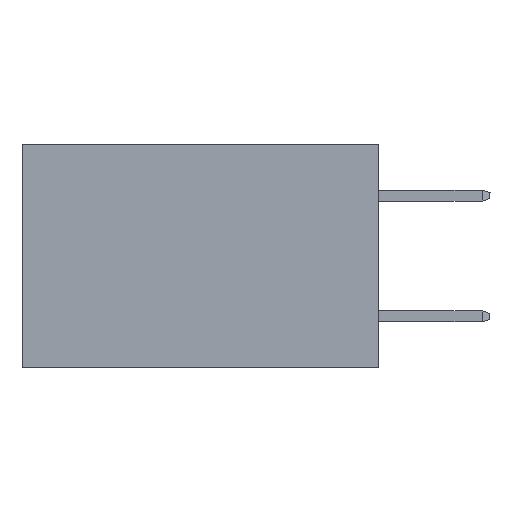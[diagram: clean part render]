
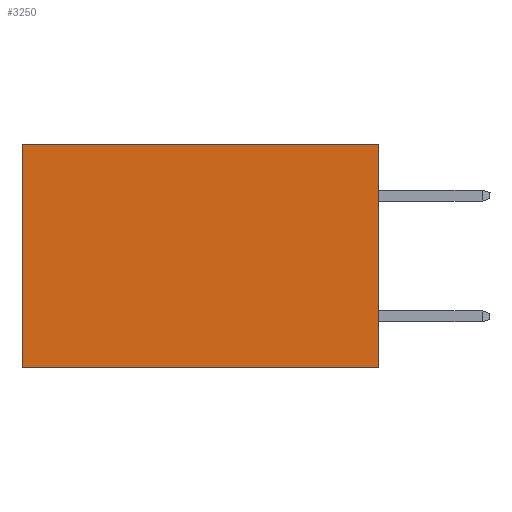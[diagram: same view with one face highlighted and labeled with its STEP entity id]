
A CAD part, left-side view. The second image highlights one B-rep face of the part: STEP entity #3250.
In plain terms, the highlighted planar face has unit normal (-1, 0, 0).
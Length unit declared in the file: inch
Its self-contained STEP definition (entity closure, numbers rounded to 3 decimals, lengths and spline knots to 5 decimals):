
#77 = CARTESIAN_POINT ( 'NONE',  ( 0.277, 0.59, 0. ) ) ;
#374 = CARTESIAN_POINT ( 'NONE',  ( 0.277, 0., -0.37 ) ) ;
#463 = VERTEX_POINT ( 'NONE', #2881 ) ;
#1311 = VECTOR ( 'NONE', #12302, 39.37008 ) ;
#1509 = EDGE_CURVE ( 'NONE', #463, #2381, #10223, .T. ) ;
#1732 = CARTESIAN_POINT ( 'NONE',  ( 0.277, 0., -0.37 ) ) ;
#2319 = CARTESIAN_POINT ( 'NONE',  ( 0.277, 0.59, -0.37 ) ) ;
#2381 = VERTEX_POINT ( 'NONE', #77 ) ;
#2427 = AXIS2_PLACEMENT_3D ( 'NONE', #12969, #12379, #12326 ) ;
#2777 = EDGE_CURVE ( 'NONE', #2381, #3992, #8991, .T. ) ;
#2881 = CARTESIAN_POINT ( 'NONE',  ( 0.277, 0., 0. ) ) ;
#3250 = ADVANCED_FACE ( 'NONE', ( #8976 ), #12639, .F. ) ;
#3855 = VECTOR ( 'NONE', #8216, 39.37008 ) ;
#3992 = VERTEX_POINT ( 'NONE', #7764 ) ;
#4209 = VECTOR ( 'NONE', #4421, 39.37008 ) ;
#4392 = CARTESIAN_POINT ( 'NONE',  ( 0.277, 0., -0.37 ) ) ;
#4421 = DIRECTION ( 'NONE',  ( 0., 1., 0. ) ) ;
#5507 = VERTEX_POINT ( 'NONE', #1732 ) ;
#6131 = EDGE_CURVE ( 'NONE', #5507, #3992, #7154, .T. ) ;
#7154 = LINE ( 'NONE', #4392, #4209 ) ;
#7622 = ORIENTED_EDGE ( 'NONE', *, *, #11567, .F. ) ;
#7764 = CARTESIAN_POINT ( 'NONE',  ( 0.277, 0.59, -0.37 ) ) ;
#8216 = DIRECTION ( 'NONE',  ( 0., 0., -1. ) ) ;
#8976 = FACE_OUTER_BOUND ( 'NONE', #9779, .T. ) ;
#8991 = LINE ( 'NONE', #2319, #11038 ) ;
#9449 = LINE ( 'NONE', #374, #3855 ) ;
#9779 = EDGE_LOOP ( 'NONE', ( #11223, #11418, #7622, #14052 ) ) ;
#10223 = LINE ( 'NONE', #13773, #1311 ) ;
#10903 = DIRECTION ( 'NONE',  ( 0., 0., -1. ) ) ;
#11038 = VECTOR ( 'NONE', #10903, 39.37008 ) ;
#11223 = ORIENTED_EDGE ( 'NONE', *, *, #2777, .T. ) ;
#11418 = ORIENTED_EDGE ( 'NONE', *, *, #6131, .F. ) ;
#11567 = EDGE_CURVE ( 'NONE', #463, #5507, #9449, .T. ) ;
#12302 = DIRECTION ( 'NONE',  ( 0., 1., 0. ) ) ;
#12326 = DIRECTION ( 'NONE',  ( 0., 0., -1. ) ) ;
#12379 = DIRECTION ( 'NONE',  ( 1., 0., 0. ) ) ;
#12639 = PLANE ( 'NONE',  #2427 ) ;
#12969 = CARTESIAN_POINT ( 'NONE',  ( 0.277, 0., -0.37 ) ) ;
#13773 = CARTESIAN_POINT ( 'NONE',  ( 0.277, 0., 0. ) ) ;
#14052 = ORIENTED_EDGE ( 'NONE', *, *, #1509, .T. ) ;
